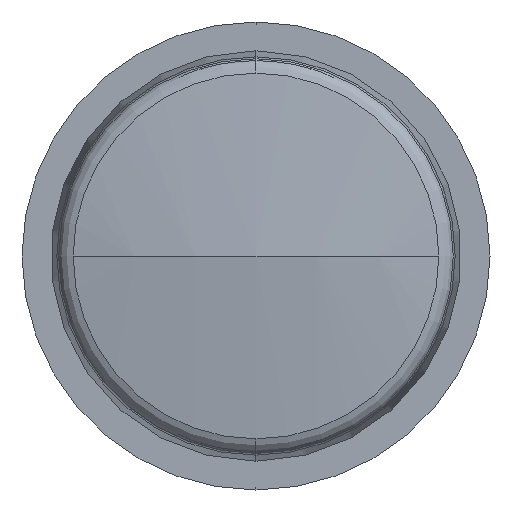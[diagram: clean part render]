
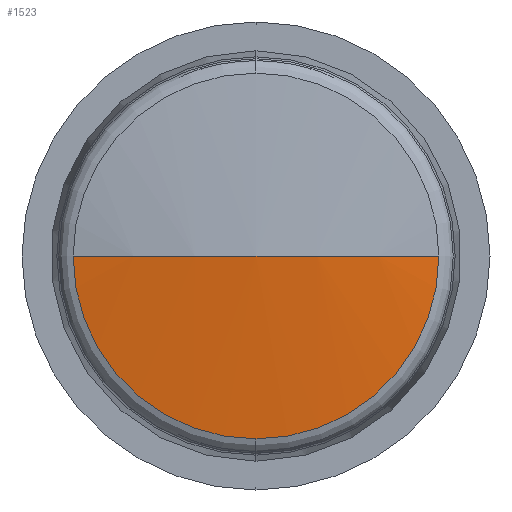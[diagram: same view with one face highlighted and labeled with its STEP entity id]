
A CAD part, left-side view. The second image highlights one B-rep face of the part: STEP entity #1523.
In plain terms, the highlighted spherical face has radius 100 mm.
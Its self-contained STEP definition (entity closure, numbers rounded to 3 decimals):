
#164 = AXIS2_PLACEMENT_3D ( 'NONE', #3424, #4340, #4785 ) ;
#353 = ORIENTED_EDGE ( 'NONE', *, *, #1845, .T. ) ;
#365 = AXIS2_PLACEMENT_3D ( 'NONE', #1293, #1766, #2865 ) ;
#386 = EDGE_CURVE ( 'NONE', #2825, #2154, #4320, .T. ) ;
#779 = CARTESIAN_POINT ( 'NONE',  ( 100., 0., 0. ) ) ;
#1195 = CIRCLE ( 'NONE', #2183, 100. ) ;
#1293 = CARTESIAN_POINT ( 'NONE',  ( 1.701, 0., 0. ) ) ;
#1386 = EDGE_CURVE ( 'NONE', #2839, #2154, #1195, .T. ) ;
#1523 = ADVANCED_FACE ( 'NONE', ( #4730 ), #4156, .T. ) ;
#1752 = ORIENTED_EDGE ( 'NONE', *, *, #386, .T. ) ;
#1766 = DIRECTION ( 'NONE',  ( -1., 0., 0. ) ) ;
#1819 = CIRCLE ( 'NONE', #164, 18.367 ) ;
#1845 = EDGE_CURVE ( 'NONE', #2839, #3684, #2152, .T. ) ;
#1998 = CARTESIAN_POINT ( 'NONE',  ( 100., 0., 0. ) ) ;
#2087 = EDGE_LOOP ( 'NONE', ( #353, #3840, #1752, #5802 ) ) ;
#2120 = CARTESIAN_POINT ( 'NONE',  ( 0., 0., 0. ) ) ;
#2152 = CIRCLE ( 'NONE', #365, 18.367 ) ;
#2154 = VERTEX_POINT ( 'NONE', #2120 ) ;
#2183 = AXIS2_PLACEMENT_3D ( 'NONE', #5829, #2521, #5751 ) ;
#2521 = DIRECTION ( 'NONE',  ( 0., 0., 1. ) ) ;
#2825 = VERTEX_POINT ( 'NONE', #4502 ) ;
#2839 = VERTEX_POINT ( 'NONE', #4085 ) ;
#2865 = DIRECTION ( 'NONE',  ( 0., 0., -1. ) ) ;
#3424 = CARTESIAN_POINT ( 'NONE',  ( 1.701, 0., 0. ) ) ;
#3586 = DIRECTION ( 'NONE',  ( 0., 0., -1. ) ) ;
#3684 = VERTEX_POINT ( 'NONE', #4158 ) ;
#3840 = ORIENTED_EDGE ( 'NONE', *, *, #5425, .T. ) ;
#3871 = DIRECTION ( 'NONE',  ( 0., 0., -1. ) ) ;
#4085 = CARTESIAN_POINT ( 'NONE',  ( 1.701, 18.367, 0. ) ) ;
#4156 = SPHERICAL_SURFACE ( 'NONE', #4447, 100. ) ;
#4158 = CARTESIAN_POINT ( 'NONE',  ( 1.701, 0., -18.367 ) ) ;
#4285 = DIRECTION ( 'NONE',  ( 0., 1., 0. ) ) ;
#4320 = CIRCLE ( 'NONE', #5817, 100. ) ;
#4340 = DIRECTION ( 'NONE',  ( -1., 0., 0. ) ) ;
#4447 = AXIS2_PLACEMENT_3D ( 'NONE', #779, #3586, #4916 ) ;
#4502 = CARTESIAN_POINT ( 'NONE',  ( 1.701, -18.367, 0. ) ) ;
#4730 = FACE_OUTER_BOUND ( 'NONE', #2087, .T. ) ;
#4785 = DIRECTION ( 'NONE',  ( 0., 0., -1. ) ) ;
#4916 = DIRECTION ( 'NONE',  ( 0., 1., 0. ) ) ;
#5425 = EDGE_CURVE ( 'NONE', #3684, #2825, #1819, .T. ) ;
#5751 = DIRECTION ( 'NONE',  ( 1., 0., 0. ) ) ;
#5802 = ORIENTED_EDGE ( 'NONE', *, *, #1386, .F. ) ;
#5817 = AXIS2_PLACEMENT_3D ( 'NONE', #1998, #3871, #4285 ) ;
#5829 = CARTESIAN_POINT ( 'NONE',  ( 100., 0., 0. ) ) ;
